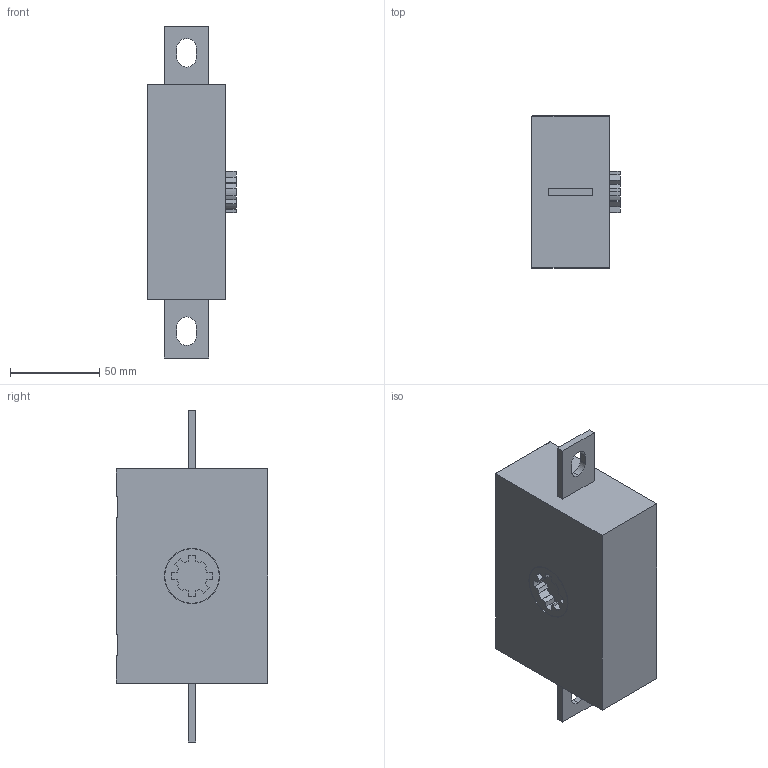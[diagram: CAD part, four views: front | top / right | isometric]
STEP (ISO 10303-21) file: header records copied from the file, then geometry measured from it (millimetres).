
FILE_DESCRIPTION (( 'STEP AP203' ), '1' );
FILE_NAME ('Äîïîëíèòåëüíûé ïîëþñ 400À äëÿ ðóáèëüíèêà TwinBlock (tb-s-400-dp).STEP', '2018-09-04T05:47:47', ( '' ), ( '' ), 'SwSTEP 2.0', 'SolidWorks 2017', '' );
FILE_SCHEMA (( 'CONFIG_CONTROL_DESIGN' ));
Length unit declared in the file: millimetre
Products named in the file (1): Äîïîëíèòåëüíûé ïîëþñ 400À äëÿ ðóáèëüíèêà TwinBlock (tb-s-400-dp)
Bounding box: 49.5 x 85 x 186 mm (x, y, z)
Volume: 447870.3 mm3; surface area: 44466.6 mm2
Topology: 1 solids, 1 shells, 136 faces, 364 edges, 240 vertices
Faces by surface type: plane 80, cylinder 56
Entity records: 4325 total; most frequent: CARTESIAN_POINT 765, ORIENTED_EDGE 728, DIRECTION 726, EDGE_CURVE 364, LINE 260, VECTOR 260, VERTEX_POINT 240, AXIS2_PLACEMENT_3D 233
